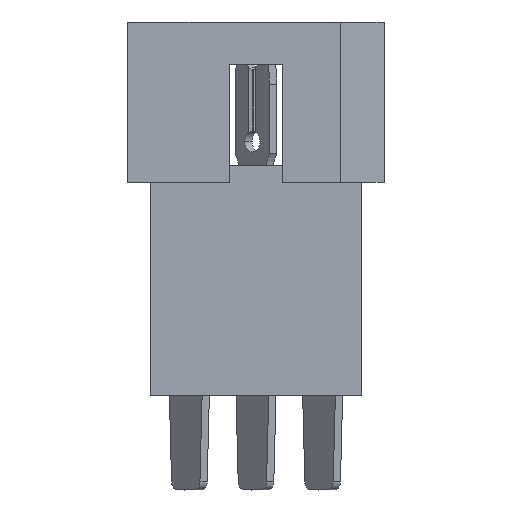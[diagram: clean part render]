
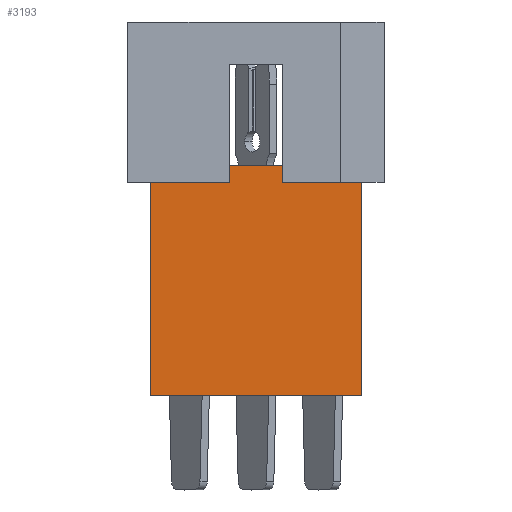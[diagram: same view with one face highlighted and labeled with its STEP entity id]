
A CAD part, top view. The second image highlights one B-rep face of the part: STEP entity #3193.
In plain terms, the highlighted planar face has unit normal (0, 0, 1).
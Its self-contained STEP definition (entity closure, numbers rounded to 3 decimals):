
#141 = ORIENTED_EDGE ( 'NONE', *, *, #1974, .F. ) ;
#378 = FACE_OUTER_BOUND ( 'NONE', #5442, .T. ) ;
#582 = CARTESIAN_POINT ( 'NONE',  ( 2.362, 0., 2.54 ) ) ;
#745 = VERTEX_POINT ( 'NONE', #2379 ) ;
#782 = LINE ( 'NONE', #4413, #4857 ) ;
#897 = ORIENTED_EDGE ( 'NONE', *, *, #6332, .F. ) ;
#987 = ORIENTED_EDGE ( 'NONE', *, *, #3619, .T. ) ;
#1242 = DIRECTION ( 'NONE',  ( 0., 1., 0. ) ) ;
#1452 = EDGE_CURVE ( 'NONE', #3557, #5763, #782, .T. ) ;
#1646 = VERTEX_POINT ( 'NONE', #582 ) ;
#1756 = AXIS2_PLACEMENT_3D ( 'NONE', #5081, #3110, #6001 ) ;
#1771 = CARTESIAN_POINT ( 'NONE',  ( 5.563, 6.985, 2.54 ) ) ;
#1847 = VECTOR ( 'NONE', #2363, 1000. ) ;
#1864 = CARTESIAN_POINT ( 'NONE',  ( 10.249, 0., 2.54 ) ) ;
#1865 = DIRECTION ( 'NONE',  ( 1., 0., 0. ) ) ;
#1974 = EDGE_CURVE ( 'NONE', #3128, #2606, #6278, .T. ) ;
#2081 = CARTESIAN_POINT ( 'NONE',  ( -2.324, 0., 2.54 ) ) ;
#2306 = DIRECTION ( 'NONE',  ( 0., -1., 0. ) ) ;
#2320 = ORIENTED_EDGE ( 'NONE', *, *, #1452, .F. ) ;
#2363 = DIRECTION ( 'NONE',  ( 1., 0., 0. ) ) ;
#2379 = CARTESIAN_POINT ( 'NONE',  ( 5.563, 0., 2.54 ) ) ;
#2555 = DIRECTION ( 'NONE',  ( 1., 0., 0. ) ) ;
#2558 = EDGE_CURVE ( 'NONE', #3557, #3977, #3611, .T. ) ;
#2606 = VERTEX_POINT ( 'NONE', #3051 ) ;
#2737 = DIRECTION ( 'NONE',  ( 1., 0., 0. ) ) ;
#2753 = CARTESIAN_POINT ( 'NONE',  ( 10.249, -12.7, 2.54 ) ) ;
#2826 = EDGE_CURVE ( 'NONE', #5763, #1646, #3058, .T. ) ;
#2840 = LINE ( 'NONE', #4819, #4996 ) ;
#2861 = CARTESIAN_POINT ( 'NONE',  ( -2.324, -12.7, 2.54 ) ) ;
#2881 = VECTOR ( 'NONE', #2306, 1000. ) ;
#2942 = VERTEX_POINT ( 'NONE', #1864 ) ;
#3051 = CARTESIAN_POINT ( 'NONE',  ( 5.563, 1.016, 2.54 ) ) ;
#3058 = LINE ( 'NONE', #3769, #3527 ) ;
#3110 = DIRECTION ( 'NONE',  ( 0., 0., 1. ) ) ;
#3128 = VERTEX_POINT ( 'NONE', #3544 ) ;
#3187 = VECTOR ( 'NONE', #1242, 1000. ) ;
#3193 = ADVANCED_FACE ( 'NONE', ( #378 ), #4572, .T. ) ;
#3232 = VECTOR ( 'NONE', #2555, 1000. ) ;
#3336 = LINE ( 'NONE', #1771, #3187 ) ;
#3490 = ORIENTED_EDGE ( 'NONE', *, *, #5627, .T. ) ;
#3527 = VECTOR ( 'NONE', #2737, 1000. ) ;
#3544 = CARTESIAN_POINT ( 'NONE',  ( 2.362, 1.016, 2.54 ) ) ;
#3557 = VERTEX_POINT ( 'NONE', #2861 ) ;
#3611 = LINE ( 'NONE', #6508, #3232 ) ;
#3619 = EDGE_CURVE ( 'NONE', #3977, #2942, #2840, .T. ) ;
#3769 = CARTESIAN_POINT ( 'NONE',  ( -2.324, 0., 2.54 ) ) ;
#3809 = CARTESIAN_POINT ( 'NONE',  ( 2.362, 6.985, 2.54 ) ) ;
#3922 = VECTOR ( 'NONE', #1865, 1000. ) ;
#3977 = VERTEX_POINT ( 'NONE', #2753 ) ;
#4253 = LINE ( 'NONE', #4877, #1847 ) ;
#4365 = ORIENTED_EDGE ( 'NONE', *, *, #2558, .T. ) ;
#4413 = CARTESIAN_POINT ( 'NONE',  ( -2.324, -12.7, 2.54 ) ) ;
#4570 = LINE ( 'NONE', #3809, #2881 ) ;
#4572 = PLANE ( 'NONE',  #1756 ) ;
#4644 = CARTESIAN_POINT ( 'NONE',  ( 0., 1.016, 2.54 ) ) ;
#4819 = CARTESIAN_POINT ( 'NONE',  ( 10.249, -12.7, 2.54 ) ) ;
#4857 = VECTOR ( 'NONE', #4894, 1000. ) ;
#4877 = CARTESIAN_POINT ( 'NONE',  ( -2.324, 0., 2.54 ) ) ;
#4894 = DIRECTION ( 'NONE',  ( 0., 1., 0. ) ) ;
#4996 = VECTOR ( 'NONE', #5329, 1000. ) ;
#5081 = CARTESIAN_POINT ( 'NONE',  ( -2.324, -12.7, 2.54 ) ) ;
#5329 = DIRECTION ( 'NONE',  ( 0., 1., 0. ) ) ;
#5442 = EDGE_LOOP ( 'NONE', ( #6383, #2320, #4365, #987, #897, #5872, #141, #3490 ) ) ;
#5627 = EDGE_CURVE ( 'NONE', #3128, #1646, #4570, .T. ) ;
#5763 = VERTEX_POINT ( 'NONE', #2081 ) ;
#5872 = ORIENTED_EDGE ( 'NONE', *, *, #6235, .T. ) ;
#6001 = DIRECTION ( 'NONE',  ( 1., 0., 0. ) ) ;
#6235 = EDGE_CURVE ( 'NONE', #745, #2606, #3336, .T. ) ;
#6278 = LINE ( 'NONE', #4644, #3922 ) ;
#6332 = EDGE_CURVE ( 'NONE', #745, #2942, #4253, .T. ) ;
#6383 = ORIENTED_EDGE ( 'NONE', *, *, #2826, .F. ) ;
#6508 = CARTESIAN_POINT ( 'NONE',  ( -2.324, -12.7, 2.54 ) ) ;
